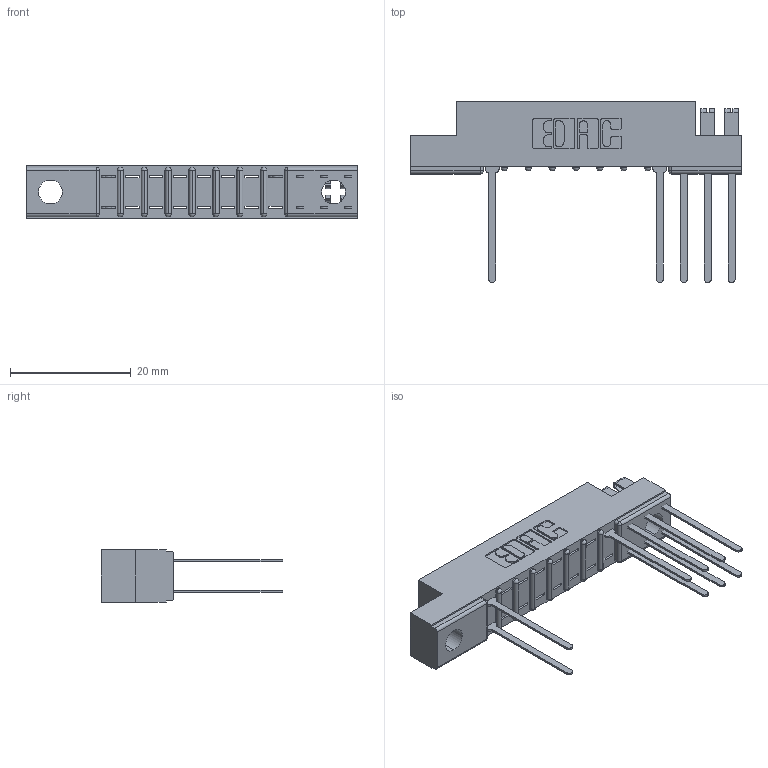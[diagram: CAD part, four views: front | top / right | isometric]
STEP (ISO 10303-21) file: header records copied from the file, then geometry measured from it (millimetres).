
FILE_DESCRIPTION (( 'STEP AP203' ), '1' );
FILE_NAME ('357-022-540-202.STEP', '2018-08-08T22:45:29', ( '' ), ( '' ), 'SwSTEP 2.0', 'SolidWorks 2016', '' );
FILE_SCHEMA (( 'CONFIG_CONTROL_DESIGN' ));
Length unit declared in the file: inch
Products named in the file (3): 307 Part_.128 Dia Mounting Holes; 307-290-001_540; 357-022-540-202
Assembly tree (10 placements, depth 2):
  357-022-540-202
    307 Part_.128 Dia Mounting Holes
    307-290-001_540  x9
Bounding box: 54.71 x 30 x 8.71 mm (x, y, z)
Volume: 3452.1 mm3; surface area: 4965.5 mm2
Topology: 10 solids, 10 shells, 611 faces, 1717 edges, 1106 vertices
Faces by surface type: plane 391, cylinder 202, sphere 18
Entity records: 11052 total; most frequent: CARTESIAN_POINT 1845, ORIENTED_EDGE 1830, DIRECTION 1815, EDGE_CURVE 915, VECTOR 687, LINE 687, VERTEX_POINT 594, AXIS2_PLACEMENT_3D 564
